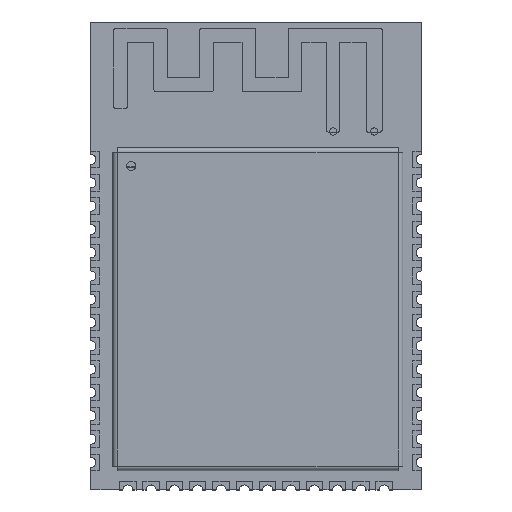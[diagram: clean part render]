
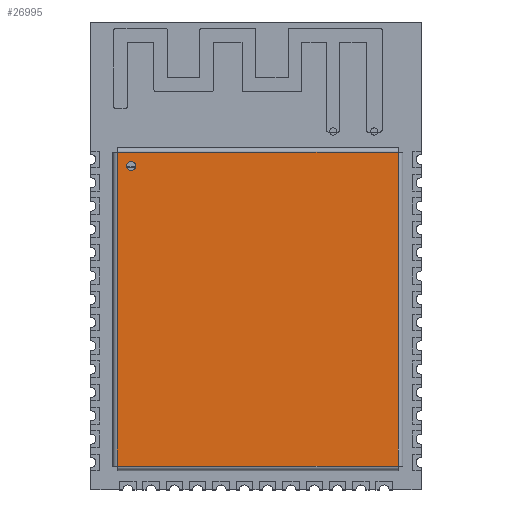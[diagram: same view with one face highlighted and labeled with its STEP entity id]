
A CAD part, top view. The second image highlights one B-rep face of the part: STEP entity #26995.
In plain terms, the highlighted face is planar.
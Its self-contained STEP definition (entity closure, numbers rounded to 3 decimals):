
#1576 = DIRECTION ( 'NONE',  ( 0., 1., 0. ) ) ;
#1891 = DIRECTION ( 'NONE',  ( 0., 0., 1. ) ) ;
#2167 = VERTEX_POINT ( 'NONE', #28235 ) ;
#2600 = CARTESIAN_POINT ( 'NONE',  ( 9.375, 2.3, 0. ) ) ;
#6219 = VECTOR ( 'NONE', #53775, 1000. ) ;
#7087 = EDGE_CURVE ( 'NONE', #2167, #86971, #29742, .T. ) ;
#7133 = VERTEX_POINT ( 'NONE', #68789 ) ;
#7796 = ORIENTED_EDGE ( 'NONE', *, *, #91351, .T. ) ;
#9805 = CARTESIAN_POINT ( 'NONE',  ( 0., 2.3, 0. ) ) ;
#19207 = LINE ( 'NONE', #89657, #62870 ) ;
#19991 = ORIENTED_EDGE ( 'NONE', *, *, #27085, .T. ) ;
#26995 = ADVANCED_FACE ( 'NONE', ( #95629, #63817 ), #57034, .T. ) ;
#27085 = EDGE_CURVE ( 'NONE', #71096, #49664, #83153, .T. ) ;
#28235 = CARTESIAN_POINT ( 'NONE',  ( -5.925, 2.3, 10.425 ) ) ;
#29742 = LINE ( 'NONE', #85702, #6219 ) ;
#35850 = CARTESIAN_POINT ( 'NONE',  ( -5.175, 2.3, -5.925 ) ) ;
#35941 = LINE ( 'NONE', #73476, #64751 ) ;
#41131 = DIRECTION ( 'NONE',  ( 0., 0., 1. ) ) ;
#44056 = DIRECTION ( 'NONE',  ( 0., 0., 1. ) ) ;
#48470 = CARTESIAN_POINT ( 'NONE',  ( -5.175, 2.3, -5.675 ) ) ;
#49549 = EDGE_CURVE ( 'NONE', #49664, #71096, #94071, .T. ) ;
#49664 = VERTEX_POINT ( 'NONE', #99981 ) ;
#50310 = DIRECTION ( 'NONE',  ( 0., 0., -1. ) ) ;
#53775 = DIRECTION ( 'NONE',  ( 1., 0., 0. ) ) ;
#57034 = PLANE ( 'NONE',  #92947 ) ;
#57070 = CARTESIAN_POINT ( 'NONE',  ( 9.375, 2.3, -6.675 ) ) ;
#62269 = EDGE_CURVE ( 'NONE', #86971, #95818, #71982, .T. ) ;
#62870 = VECTOR ( 'NONE', #65521, 1000. ) ;
#63475 = AXIS2_PLACEMENT_3D ( 'NONE', #35850, #92355, #44056 ) ;
#63817 = FACE_OUTER_BOUND ( 'NONE', #66649, .T. ) ;
#64751 = VECTOR ( 'NONE', #65805, 1000. ) ;
#65521 = DIRECTION ( 'NONE',  ( -1., 0., 0. ) ) ;
#65805 = DIRECTION ( 'NONE',  ( 0., 0., 1. ) ) ;
#66649 = EDGE_LOOP ( 'NONE', ( #92968, #85779, #96510, #7796 ) ) ;
#68789 = CARTESIAN_POINT ( 'NONE',  ( -5.925, 2.3, -6.675 ) ) ;
#71096 = VERTEX_POINT ( 'NONE', #48470 ) ;
#71982 = LINE ( 'NONE', #2600, #72875 ) ;
#72875 = VECTOR ( 'NONE', #50310, 1000. ) ;
#73476 = CARTESIAN_POINT ( 'NONE',  ( -5.925, 2.3, 0. ) ) ;
#77619 = AXIS2_PLACEMENT_3D ( 'NONE', #88781, #89814, #1891 ) ;
#83153 = CIRCLE ( 'NONE', #63475, 0.25 ) ;
#84363 = EDGE_CURVE ( 'NONE', #95818, #7133, #19207, .T. ) ;
#85702 = CARTESIAN_POINT ( 'NONE',  ( 0., 2.3, 10.425 ) ) ;
#85779 = ORIENTED_EDGE ( 'NONE', *, *, #62269, .T. ) ;
#86500 = ORIENTED_EDGE ( 'NONE', *, *, #49549, .T. ) ;
#86971 = VERTEX_POINT ( 'NONE', #90065 ) ;
#88781 = CARTESIAN_POINT ( 'NONE',  ( -5.175, 2.3, -5.925 ) ) ;
#89657 = CARTESIAN_POINT ( 'NONE',  ( 0., 2.3, -6.675 ) ) ;
#89814 = DIRECTION ( 'NONE',  ( 0., -1., 0. ) ) ;
#90065 = CARTESIAN_POINT ( 'NONE',  ( 9.375, 2.3, 10.425 ) ) ;
#91351 = EDGE_CURVE ( 'NONE', #7133, #2167, #35941, .T. ) ;
#92355 = DIRECTION ( 'NONE',  ( 0., -1., 0. ) ) ;
#92947 = AXIS2_PLACEMENT_3D ( 'NONE', #9805, #1576, #41131 ) ;
#92968 = ORIENTED_EDGE ( 'NONE', *, *, #7087, .T. ) ;
#94071 = CIRCLE ( 'NONE', #77619, 0.25 ) ;
#94733 = EDGE_LOOP ( 'NONE', ( #19991, #86500 ) ) ;
#95629 = FACE_BOUND ( 'NONE', #94733, .T. ) ;
#95818 = VERTEX_POINT ( 'NONE', #57070 ) ;
#96510 = ORIENTED_EDGE ( 'NONE', *, *, #84363, .T. ) ;
#99981 = CARTESIAN_POINT ( 'NONE',  ( -5.175, 2.3, -6.175 ) ) ;
